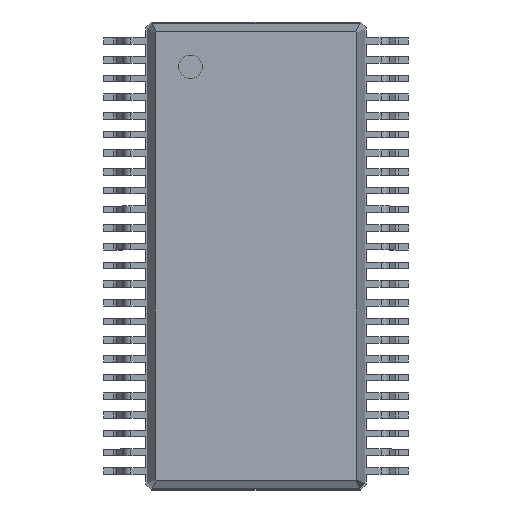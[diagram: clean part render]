
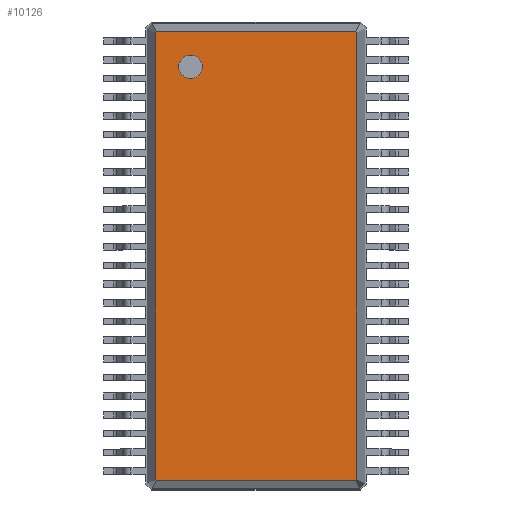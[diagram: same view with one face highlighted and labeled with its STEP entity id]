
A CAD part, top view. The second image highlights one B-rep face of the part: STEP entity #10126.
In plain terms, the highlighted planar face has unit normal (0, 0, 1).
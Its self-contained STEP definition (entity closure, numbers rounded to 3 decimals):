
#27=VECTOR('',#28,1.);
#28=DIRECTION('',(1.,0.,0.));
#51=VECTOR('',#52,1.);
#52=DIRECTION('',(0.707,-0.707,0.));
#58=VECTOR('',#59,1.);
#59=DIRECTION('',(0.,-1.,0.));
#65=VECTOR('',#66,1.);
#66=DIRECTION('',(-0.707,-0.707,0.));
#72=VECTOR('',#73,1.);
#73=DIRECTION('',(-1.,0.,0.));
#79=VECTOR('',#80,1.);
#80=DIRECTION('',(-0.707,0.707,0.));
#86=VECTOR('',#87,1.);
#87=DIRECTION('',(0.,1.,0.));
#91=VECTOR('',#92,1.);
#92=DIRECTION('',(0.707,0.707,0.));
#95=DIRECTION('',(0.,0.,-1.));
#2833=VERTEX_POINT('',#2834);
#2834=CARTESIAN_POINT('',(-3.423,7.586,2.99));
#2837=EDGE_CURVE('',#2838,#2833,#2840,.T.);
#2838=VERTEX_POINT('',#2839);
#2839=CARTESIAN_POINT('',(-3.423,-7.586,2.99));
#2840=LINE('',#2839,#86);
#2851=VERTEX_POINT('',#2852);
#2852=CARTESIAN_POINT('',(-3.386,7.623,2.99));
#2855=EDGE_CURVE('',#2833,#2851,#2856,.T.);
#2856=LINE('',#2834,#91);
#2865=VERTEX_POINT('',#2866);
#2866=CARTESIAN_POINT('',(3.386,7.623,2.99));
#2869=EDGE_CURVE('',#2851,#2865,#2870,.T.);
#2870=LINE('',#2852,#27);
#2879=VERTEX_POINT('',#2880);
#2880=CARTESIAN_POINT('',(3.423,7.586,2.99));
#2883=EDGE_CURVE('',#2865,#2879,#2884,.T.);
#2884=LINE('',#2866,#51);
#3085=VERTEX_POINT('',#3086);
#3086=CARTESIAN_POINT('',(3.423,-7.586,2.99));
#3089=EDGE_CURVE('',#2879,#3085,#3090,.T.);
#3090=LINE('',#2880,#58);
#10126=ADVANCED_FACE('',(#10127,#10147),#10157,.F.);
#10127=FACE_BOUND('',#10128,.F.);
#10128=EDGE_LOOP('',(#10129,#10130,#10131,#10132,#10137,#10142,#10145,#10146));
#10129=ORIENTED_EDGE('',*,*,#2869,.T.);
#10130=ORIENTED_EDGE('',*,*,#2883,.T.);
#10131=ORIENTED_EDGE('',*,*,#3089,.T.);
#10132=ORIENTED_EDGE('',*,*,#10133,.T.);
#10133=EDGE_CURVE('',#3085,#10134,#10136,.T.);
#10134=VERTEX_POINT('',#10135);
#10135=CARTESIAN_POINT('',(3.386,-7.623,2.99));
#10136=LINE('',#3086,#65);
#10137=ORIENTED_EDGE('',*,*,#10138,.T.);
#10138=EDGE_CURVE('',#10134,#10139,#10141,.T.);
#10139=VERTEX_POINT('',#10140);
#10140=CARTESIAN_POINT('',(-3.386,-7.623,2.99));
#10141=LINE('',#10135,#72);
#10142=ORIENTED_EDGE('',*,*,#10143,.T.);
#10143=EDGE_CURVE('',#10139,#2838,#10144,.T.);
#10144=LINE('',#10140,#79);
#10145=ORIENTED_EDGE('',*,*,#2837,.T.);
#10146=ORIENTED_EDGE('',*,*,#2855,.T.);
#10147=FACE_BOUND('',#10148,.F.);
#10148=EDGE_LOOP('',(#10149));
#10149=ORIENTED_EDGE('',*,*,#10150,.F.);
#10150=EDGE_CURVE('',#10151,#10151,#10153,.T.);
#10151=VERTEX_POINT('',#10152);
#10152=CARTESIAN_POINT('',(-2.223,6.023,2.99));
#10153=CIRCLE('',#10154,0.4);
#10154=AXIS2_PLACEMENT_3D('',#10155,#10156,#59);
#10155=CARTESIAN_POINT('',(-2.223,6.423,2.99));
#10156=DIRECTION('',(0.,-0.,-1.));
#10157=PLANE('',#10158);
#10158=AXIS2_PLACEMENT_3D('',#2852,#95,#10159);
#10159=DIRECTION('',(0.406,-0.914,0.));
